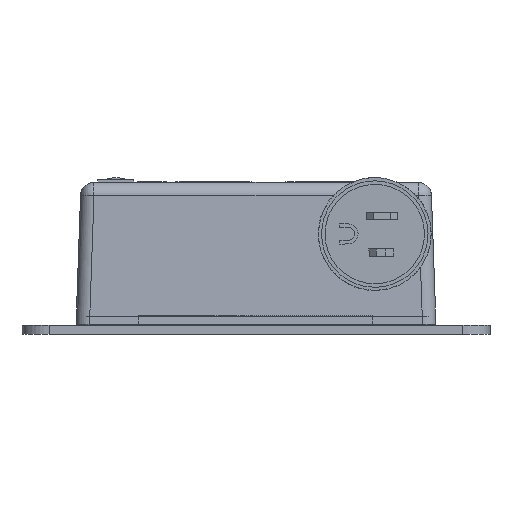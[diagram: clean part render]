
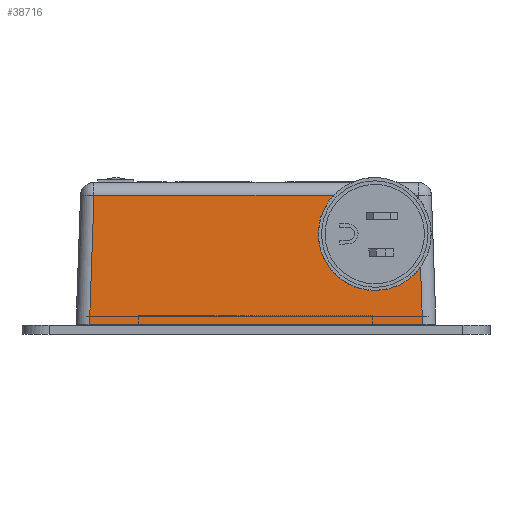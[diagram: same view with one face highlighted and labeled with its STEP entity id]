
A CAD part, left-side view. The second image highlights one B-rep face of the part: STEP entity #38716.
In plain terms, the highlighted planar face has unit normal (-0.999, 0, 0.035).
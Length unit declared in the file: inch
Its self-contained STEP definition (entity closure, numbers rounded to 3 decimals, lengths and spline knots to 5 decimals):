
#781 = CARTESIAN_POINT ( 'NONE',  ( -1.42117, -2.52946, 0.82552 ) ) ;
#8861 = LINE ( 'NONE', #24602, #120728 ) ;
#12147 = CARTESIAN_POINT ( 'NONE',  ( -1.39044, -1.64946, 1.70552 ) ) ;
#12862 = LINE ( 'NONE', #41689, #140184 ) ;
#13214 = CARTESIAN_POINT ( 'NONE',  ( -1.42117, -1.64946, 0.82552 ) ) ;
#16286 = ORIENTED_EDGE ( 'NONE', *, *, #119176, .T. ) ;
#20858 = VERTEX_POINT ( 'NONE', #74514 ) ;
#24602 = CARTESIAN_POINT ( 'NONE',  ( -1.45023, 2.31334, -0.00651 ) ) ;
#26040 = CARTESIAN_POINT ( 'NONE',  ( -1.38705, 2.43075, 1.80253 ) ) ;
#29128 = FACE_OUTER_BOUND ( 'NONE', #38015, .T. ) ;
#37410 = VERTEX_POINT ( 'NONE', #93943 ) ;
#38015 = EDGE_LOOP ( 'NONE', ( #155760, #68329, #112938, #145982 ) ) ;
#38716 = ADVANCED_FACE ( 'NONE', ( #137359, #29128 ), #73004, .T. ) ;
#40171 = CARTESIAN_POINT ( 'NONE',  ( -1.44946, 2.5, 0.01552 ) ) ;
#41009 =( BOUNDED_CURVE ( )  B_SPLINE_CURVE ( 3, ( #104900, #78517, #103817, #55828 ),
 .UNSPECIFIED., .F., .F. ) 
 B_SPLINE_CURVE_WITH_KNOTS ( ( 4, 4 ),
 ( 3.14159, 6.28319 ),
 .UNSPECIFIED. ) 
 CURVE ( )  GEOMETRIC_REPRESENTATION_ITEM ( )  RATIONAL_B_SPLINE_CURVE ( ( 1., 0.333, 0.333, 1. ) ) 
 REPRESENTATION_ITEM ( '' )  );
#41689 = CARTESIAN_POINT ( 'NONE',  ( -1.44414, -2.30726, 0.16767 ) ) ;
#44445 = EDGE_CURVE ( 'NONE', #109627, #145504, #8861, .T. ) ;
#49768 = VERTEX_POINT ( 'NONE', #60434 ) ;
#55828 = CARTESIAN_POINT ( 'NONE',  ( -1.39044, -1.64946, 1.70552 ) ) ;
#60434 = CARTESIAN_POINT ( 'NONE',  ( -1.42117, -1.64946, 0.82552 ) ) ;
#63997 = EDGE_CURVE ( 'NONE', #76417, #20858, #12862, .T. ) ;
#66596 = DIRECTION ( 'NONE',  ( 0.035, 0.035, 0.999 ) ) ;
#68329 = ORIENTED_EDGE ( 'NONE', *, *, #106973, .T. ) ;
#72059 = AXIS2_PLACEMENT_3D ( 'NONE', #98263, #158550, #123069 ) ;
#73004 = PLANE ( 'NONE',  #72059 ) ;
#74514 = CARTESIAN_POINT ( 'NONE',  ( -1.38705, -2.25017, 1.80253 ) ) ;
#76417 = VERTEX_POINT ( 'NONE', #134727 ) ;
#76668 =( BOUNDED_CURVE ( )  B_SPLINE_CURVE ( 3, ( #12147, #98402, #781, #13214 ),
 .UNSPECIFIED., .F., .F. ) 
 B_SPLINE_CURVE_WITH_KNOTS ( ( 4, 4 ),
 ( 0., 3.14159 ),
 .UNSPECIFIED. ) 
 CURVE ( )  GEOMETRIC_REPRESENTATION_ITEM ( )  RATIONAL_B_SPLINE_CURVE ( ( 1., 0.333, 0.333, 1. ) ) 
 REPRESENTATION_ITEM ( '' )  );
#76869 = EDGE_CURVE ( 'NONE', #20858, #109627, #112730, .T. ) ;
#78517 = CARTESIAN_POINT ( 'NONE',  ( -1.42117, -0.76946, 0.82552 ) ) ;
#84632 = ORIENTED_EDGE ( 'NONE', *, *, #127006, .T. ) ;
#93943 = CARTESIAN_POINT ( 'NONE',  ( -1.39044, -1.64946, 1.70552 ) ) ;
#98263 = CARTESIAN_POINT ( 'NONE',  ( -1.45, 2.5, 0. ) ) ;
#98402 = CARTESIAN_POINT ( 'NONE',  ( -1.39044, -2.52946, 1.70552 ) ) ;
#98870 = DIRECTION ( 'NONE',  ( 0., 1., 0. ) ) ;
#101664 = DIRECTION ( 'NONE',  ( 0., -1., 0. ) ) ;
#103817 = CARTESIAN_POINT ( 'NONE',  ( -1.39044, -0.76946, 1.70552 ) ) ;
#104900 = CARTESIAN_POINT ( 'NONE',  ( -1.42117, -1.64946, 0.82552 ) ) ;
#106973 = EDGE_CURVE ( 'NONE', #145504, #76417, #155362, .T. ) ;
#109627 = VERTEX_POINT ( 'NONE', #123757 ) ;
#110896 = DIRECTION ( 'NONE',  ( -0.035, 0.035, -0.999 ) ) ;
#112730 = LINE ( 'NONE', #26040, #155057 ) ;
#112938 = ORIENTED_EDGE ( 'NONE', *, *, #63997, .T. ) ;
#119171 = EDGE_LOOP ( 'NONE', ( #84632, #16286 ) ) ;
#119176 = EDGE_CURVE ( 'NONE', #37410, #49768, #76668, .T. ) ;
#120728 = VECTOR ( 'NONE', #110896, 39.37008 ) ;
#123069 = DIRECTION ( 'NONE',  ( 0.035, 0., 0.999 ) ) ;
#123757 = CARTESIAN_POINT ( 'NONE',  ( -1.38705, 2.25017, 1.80253 ) ) ;
#127006 = EDGE_CURVE ( 'NONE', #49768, #37410, #41009, .T. ) ;
#134727 = CARTESIAN_POINT ( 'NONE',  ( -1.44946, -2.31257, 0.01552 ) ) ;
#137359 = FACE_BOUND ( 'NONE', #119171, .T. ) ;
#140184 = VECTOR ( 'NONE', #66596, 39.37008 ) ;
#145504 = VERTEX_POINT ( 'NONE', #145845 ) ;
#145845 = CARTESIAN_POINT ( 'NONE',  ( -1.44946, 2.31257, 0.01552 ) ) ;
#145982 = ORIENTED_EDGE ( 'NONE', *, *, #76869, .T. ) ;
#151518 = VECTOR ( 'NONE', #101664, 39.37008 ) ;
#155057 = VECTOR ( 'NONE', #98870, 39.37008 ) ;
#155362 = LINE ( 'NONE', #40171, #151518 ) ;
#155760 = ORIENTED_EDGE ( 'NONE', *, *, #44445, .T. ) ;
#158550 = DIRECTION ( 'NONE',  ( -0.999, 0., 0.035 ) ) ;
